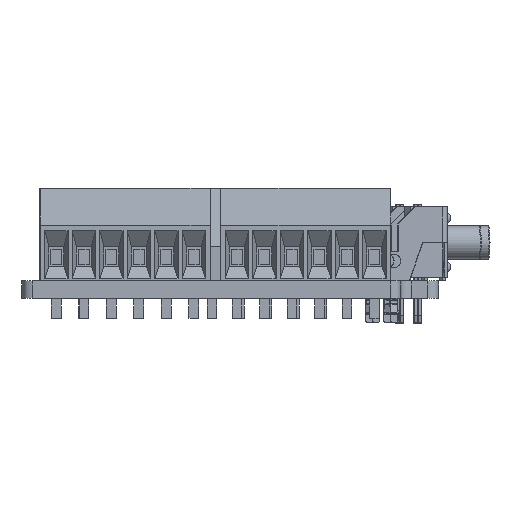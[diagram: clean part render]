
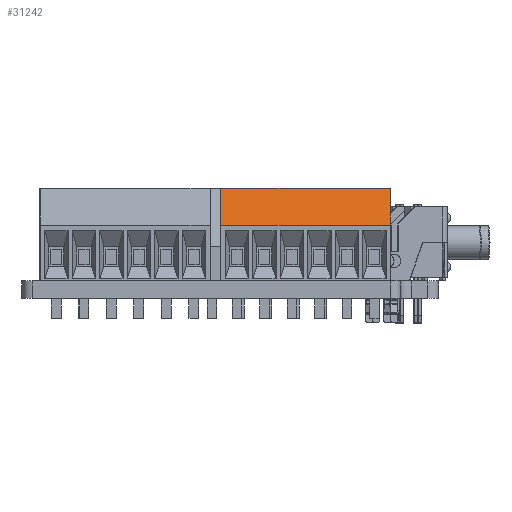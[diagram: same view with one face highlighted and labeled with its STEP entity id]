
A CAD part, left-side view. The second image highlights one B-rep face of the part: STEP entity #31242.
In plain terms, the highlighted face is planar.
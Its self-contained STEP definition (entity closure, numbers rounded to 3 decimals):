
#26974 = PLANE('',#26975);
#26975 = AXIS2_PLACEMENT_3D('',#26976,#26977,#26978);
#26976 = CARTESIAN_POINT('',(14.2,0.,4.25));
#26977 = DIRECTION('',(1.,0.,0.));
#26978 = DIRECTION('',(0.,0.,1.));
#27028 = PLANE('',#27029);
#27029 = AXIS2_PLACEMENT_3D('',#27030,#27031,#27032);
#27030 = CARTESIAN_POINT('',(-1.5,0.,4.25));
#27031 = DIRECTION('',(1.,0.,0.));
#27032 = DIRECTION('',(0.,0.,1.));
#27766 = PLANE('',#27767);
#27767 = AXIS2_PLACEMENT_3D('',#27768,#27769,#27770);
#27768 = CARTESIAN_POINT('',(-1.5,-2.36,5.1));
#27769 = DIRECTION('',(0.,0.,-1.));
#27770 = DIRECTION('',(0.,-1.,0.));
#28488 = VERTEX_POINT('',#28489);
#28489 = CARTESIAN_POINT('',(-1.5,-2.36,5.1));
#28564 = VERTEX_POINT('',#28565);
#28565 = CARTESIAN_POINT('',(-1.5,-1.45,8.5));
#28579 = PLANE('',#28580);
#28580 = AXIS2_PLACEMENT_3D('',#28581,#28582,#28583);
#28581 = CARTESIAN_POINT('',(-1.5,3.1,8.5));
#28582 = DIRECTION('',(0.,0.,-1.));
#28583 = DIRECTION('',(0.,-1.,0.));
#28591 = EDGE_CURVE('',#28564,#28488,#28592,.T.);
#28592 = SURFACE_CURVE('',#28593,(#28597,#28604),.PCURVE_S1.);
#28593 = LINE('',#28594,#28595);
#28594 = CARTESIAN_POINT('',(-1.5,-1.45,8.5));
#28595 = VECTOR('',#28596,1.);
#28596 = DIRECTION('',(0.,-0.259,-0.966));
#28597 = PCURVE('',#27028,#28598);
#28598 = DEFINITIONAL_REPRESENTATION('',(#28599),#28603);
#28599 = LINE('',#28600,#28601);
#28600 = CARTESIAN_POINT('',(4.25,1.45));
#28601 = VECTOR('',#28602,1.);
#28602 = DIRECTION('',(-0.966,0.259));
#28603 = ( GEOMETRIC_REPRESENTATION_CONTEXT(2) 
PARAMETRIC_REPRESENTATION_CONTEXT() REPRESENTATION_CONTEXT('2D SPACE',''
  ) );
#28604 = PCURVE('',#28605,#28610);
#28605 = PLANE('',#28606);
#28606 = AXIS2_PLACEMENT_3D('',#28607,#28608,#28609);
#28607 = CARTESIAN_POINT('',(-1.5,-1.45,8.5));
#28608 = DIRECTION('',(0.,0.966,-0.259));
#28609 = DIRECTION('',(0.,-0.259,-0.966));
#28610 = DEFINITIONAL_REPRESENTATION('',(#28611),#28615);
#28611 = LINE('',#28612,#28613);
#28612 = CARTESIAN_POINT('',(0.,0.));
#28613 = VECTOR('',#28614,1.);
#28614 = DIRECTION('',(1.,0.));
#28615 = ( GEOMETRIC_REPRESENTATION_CONTEXT(2) 
PARAMETRIC_REPRESENTATION_CONTEXT() REPRESENTATION_CONTEXT('2D SPACE',''
  ) );
#28621 = VERTEX_POINT('',#28622);
#28622 = CARTESIAN_POINT('',(14.2,-2.36,5.1));
#28692 = VERTEX_POINT('',#28693);
#28693 = CARTESIAN_POINT('',(14.2,-1.45,8.5));
#28714 = EDGE_CURVE('',#28692,#28621,#28715,.T.);
#28715 = SURFACE_CURVE('',#28716,(#28720,#28727),.PCURVE_S1.);
#28716 = LINE('',#28717,#28718);
#28717 = CARTESIAN_POINT('',(14.2,-1.45,8.5));
#28718 = VECTOR('',#28719,1.);
#28719 = DIRECTION('',(0.,-0.259,-0.966));
#28720 = PCURVE('',#26974,#28721);
#28721 = DEFINITIONAL_REPRESENTATION('',(#28722),#28726);
#28722 = LINE('',#28723,#28724);
#28723 = CARTESIAN_POINT('',(4.25,1.45));
#28724 = VECTOR('',#28725,1.);
#28725 = DIRECTION('',(-0.966,0.259));
#28726 = ( GEOMETRIC_REPRESENTATION_CONTEXT(2) 
PARAMETRIC_REPRESENTATION_CONTEXT() REPRESENTATION_CONTEXT('2D SPACE',''
  ) );
#28727 = PCURVE('',#28605,#28728);
#28728 = DEFINITIONAL_REPRESENTATION('',(#28729),#28733);
#28729 = LINE('',#28730,#28731);
#28730 = CARTESIAN_POINT('',(0.,-15.7));
#28731 = VECTOR('',#28732,1.);
#28732 = DIRECTION('',(1.,0.));
#28733 = ( GEOMETRIC_REPRESENTATION_CONTEXT(2) 
PARAMETRIC_REPRESENTATION_CONTEXT() REPRESENTATION_CONTEXT('2D SPACE',''
  ) );
#29971 = EDGE_CURVE('',#28488,#28621,#29972,.T.);
#29972 = SURFACE_CURVE('',#29973,(#29977,#29984),.PCURVE_S1.);
#29973 = LINE('',#29974,#29975);
#29974 = CARTESIAN_POINT('',(-1.5,-2.36,5.1));
#29975 = VECTOR('',#29976,1.);
#29976 = DIRECTION('',(1.,0.,0.));
#29977 = PCURVE('',#27766,#29978);
#29978 = DEFINITIONAL_REPRESENTATION('',(#29979),#29983);
#29979 = LINE('',#29980,#29981);
#29980 = CARTESIAN_POINT('',(0.,-0.));
#29981 = VECTOR('',#29982,1.);
#29982 = DIRECTION('',(0.,-1.));
#29983 = ( GEOMETRIC_REPRESENTATION_CONTEXT(2) 
PARAMETRIC_REPRESENTATION_CONTEXT() REPRESENTATION_CONTEXT('2D SPACE',''
  ) );
#29984 = PCURVE('',#28605,#29985);
#29985 = DEFINITIONAL_REPRESENTATION('',(#29986),#29990);
#29986 = LINE('',#29987,#29988);
#29987 = CARTESIAN_POINT('',(3.52,0.));
#29988 = VECTOR('',#29989,1.);
#29989 = DIRECTION('',(0.,-1.));
#29990 = ( GEOMETRIC_REPRESENTATION_CONTEXT(2) 
PARAMETRIC_REPRESENTATION_CONTEXT() REPRESENTATION_CONTEXT('2D SPACE',''
  ) );
#31242 = ADVANCED_FACE('',(#31243),#28605,.F.);
#31243 = FACE_BOUND('',#31244,.F.);
#31244 = EDGE_LOOP('',(#31245,#31266,#31267,#31268));
#31245 = ORIENTED_EDGE('',*,*,#31246,.T.);
#31246 = EDGE_CURVE('',#28564,#28692,#31247,.T.);
#31247 = SURFACE_CURVE('',#31248,(#31252,#31259),.PCURVE_S1.);
#31248 = LINE('',#31249,#31250);
#31249 = CARTESIAN_POINT('',(-1.5,-1.45,8.5));
#31250 = VECTOR('',#31251,1.);
#31251 = DIRECTION('',(1.,0.,0.));
#31252 = PCURVE('',#28605,#31253);
#31253 = DEFINITIONAL_REPRESENTATION('',(#31254),#31258);
#31254 = LINE('',#31255,#31256);
#31255 = CARTESIAN_POINT('',(0.,0.));
#31256 = VECTOR('',#31257,1.);
#31257 = DIRECTION('',(0.,-1.));
#31258 = ( GEOMETRIC_REPRESENTATION_CONTEXT(2) 
PARAMETRIC_REPRESENTATION_CONTEXT() REPRESENTATION_CONTEXT('2D SPACE',''
  ) );
#31259 = PCURVE('',#28579,#31260);
#31260 = DEFINITIONAL_REPRESENTATION('',(#31261),#31265);
#31261 = LINE('',#31262,#31263);
#31262 = CARTESIAN_POINT('',(4.55,0.));
#31263 = VECTOR('',#31264,1.);
#31264 = DIRECTION('',(0.,-1.));
#31265 = ( GEOMETRIC_REPRESENTATION_CONTEXT(2) 
PARAMETRIC_REPRESENTATION_CONTEXT() REPRESENTATION_CONTEXT('2D SPACE',''
  ) );
#31266 = ORIENTED_EDGE('',*,*,#28714,.T.);
#31267 = ORIENTED_EDGE('',*,*,#29971,.F.);
#31268 = ORIENTED_EDGE('',*,*,#28591,.F.);
